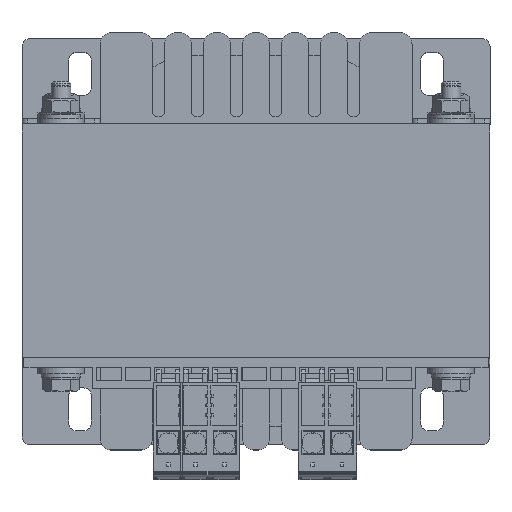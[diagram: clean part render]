
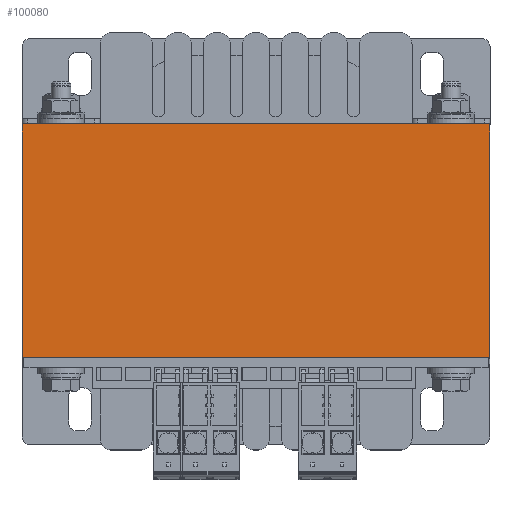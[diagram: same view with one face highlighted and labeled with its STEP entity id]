
A CAD part, top view. The second image highlights one B-rep face of the part: STEP entity #100080.
In plain terms, the highlighted planar face has unit normal (0, 0, 1).
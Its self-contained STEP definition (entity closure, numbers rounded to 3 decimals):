
#2959=FACE_OUTER_BOUND('',#8063,.T.);
#8063=EDGE_LOOP('',(#62302,#62303,#62304,#62305));
#13381=LINE('',#137644,#26006);
#13415=LINE('',#137728,#26040);
#13417=LINE('',#137732,#26042);
#13418=LINE('',#137733,#26043);
#26006=VECTOR('',#112021,1.);
#26040=VECTOR('',#112099,1.);
#26042=VECTOR('',#112103,1.);
#26043=VECTOR('',#112104,1.);
#38630=VERTEX_POINT('',#137640);
#38632=VERTEX_POINT('',#137643);
#38660=VERTEX_POINT('',#137727);
#38661=VERTEX_POINT('',#137731);
#47952=EDGE_CURVE('',#38632,#38630,#13381,.T.);
#47994=EDGE_CURVE('',#38660,#38632,#13415,.T.);
#47996=EDGE_CURVE('',#38661,#38630,#13417,.T.);
#47997=EDGE_CURVE('',#38661,#38660,#13418,.T.);
#62302=ORIENTED_EDGE('',*,*,#47996,.F.);
#62303=ORIENTED_EDGE('',*,*,#47997,.T.);
#62304=ORIENTED_EDGE('',*,*,#47994,.T.);
#62305=ORIENTED_EDGE('',*,*,#47952,.T.);
#90799=PLANE('',#105540);
#100080=ADVANCED_FACE('',(#2959),#90799,.T.);
#105540=AXIS2_PLACEMENT_3D('',#137730,#112101,#112102);
#112021=DIRECTION('',(1.,0.,0.));
#112099=DIRECTION('',(0.,-1.,0.));
#112101=DIRECTION('center_axis',(0.,0.,1.));
#112102=DIRECTION('ref_axis',(0.,-1.,0.));
#112103=DIRECTION('',(0.,-1.,0.));
#112104=DIRECTION('',(-1.,0.,0.));
#137640=CARTESIAN_POINT('',(561.932,-161.485,67.5));
#137643=CARTESIAN_POINT('',(441.932,-161.485,67.5));
#137644=CARTESIAN_POINT('',(561.932,-161.485,67.5));
#137727=CARTESIAN_POINT('',(441.932,-101.485,67.5));
#137728=CARTESIAN_POINT('',(441.932,-101.485,67.5));
#137730=CARTESIAN_POINT('Origin',(441.932,-101.485,67.5));
#137731=CARTESIAN_POINT('',(561.932,-101.485,67.5));
#137732=CARTESIAN_POINT('',(561.932,-101.485,67.5));
#137733=CARTESIAN_POINT('',(561.932,-101.485,67.5));
